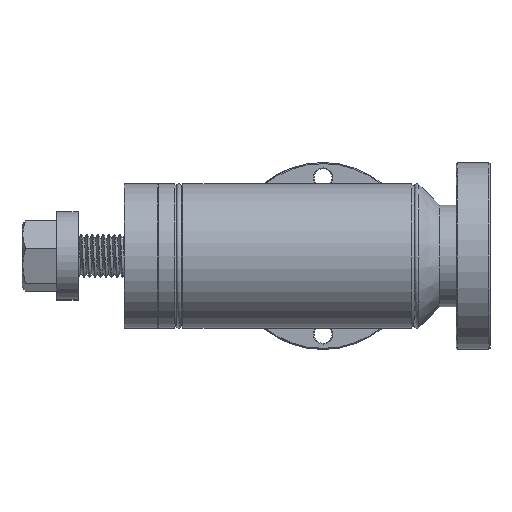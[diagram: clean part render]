
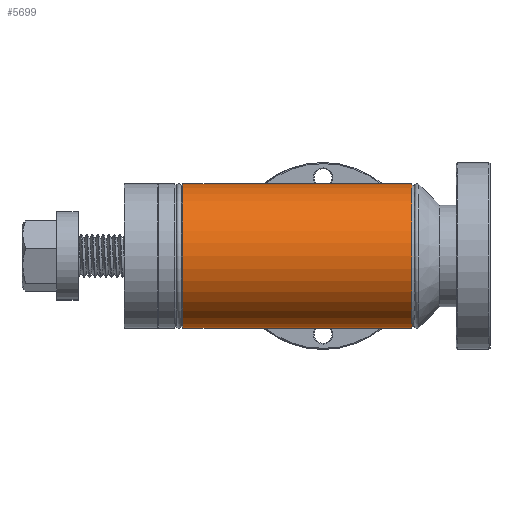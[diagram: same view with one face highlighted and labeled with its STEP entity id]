
A CAD part, left-side view. The second image highlights one B-rep face of the part: STEP entity #5699.
In plain terms, the highlighted cylindrical face has radius 27 mm (diameter 54 mm), a partial arc.
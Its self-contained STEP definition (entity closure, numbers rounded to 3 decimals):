
#75 = VERTEX_POINT ( 'NONE', #4024 ) ;
#87 = VERTEX_POINT ( 'NONE', #4013 ) ;
#91 = VERTEX_POINT ( 'NONE', #4014 ) ;
#157 = VERTEX_POINT ( 'NONE', #3955 ) ;
#1751 = AXIS2_PLACEMENT_3D ( 'NONE', #9610, #9613, #9618 ) ;
#1899 = EDGE_CURVE ( 'NONE', #91, #157, #8066, .T. ) ;
#1901 = EDGE_CURVE ( 'NONE', #75, #87, #8006, .T. ) ;
#2003 = EDGE_CURVE ( 'NONE', #157, #87, #5810, .T. ) ;
#2004 = EDGE_CURVE ( 'NONE', #91, #75, #5812, .T. ) ;
#3955 = CARTESIAN_POINT ( 'NONE',  ( 0., 23.976, 27. ) ) ;
#4013 = CARTESIAN_POINT ( 'NONE',  ( 0., 23.976, -27. ) ) ;
#4014 = CARTESIAN_POINT ( 'NONE',  ( 0., 109.667, 27. ) ) ;
#4024 = CARTESIAN_POINT ( 'NONE',  ( 0., 109.667, -27. ) ) ;
#4747 = VECTOR ( 'NONE', #8068, 1000. ) ;
#4748 = VECTOR ( 'NONE', #8075, 1000. ) ;
#5699 = ADVANCED_FACE ( 'NONE', ( #9616 ), #9615, .T. ) ;
#5810 = CIRCLE ( 'NONE', #5813, 27. ) ;
#5812 = CIRCLE ( 'NONE', #5815, 27. ) ;
#5813 = AXIS2_PLACEMENT_3D ( 'NONE', #8606, #8607, #8608 ) ;
#5815 = AXIS2_PLACEMENT_3D ( 'NONE', #8609, #8610, #8611 ) ;
#6200 = EDGE_LOOP ( 'NONE', ( #6403, #6402, #6401, #6400 ) ) ;
#6400 = ORIENTED_EDGE ( 'NONE', *, *, #2003, .F. ) ;
#6401 = ORIENTED_EDGE ( 'NONE', *, *, #1901, .T. ) ;
#6402 = ORIENTED_EDGE ( 'NONE', *, *, #2004, .T. ) ;
#6403 = ORIENTED_EDGE ( 'NONE', *, *, #1899, .F. ) ;
#8006 = LINE ( 'NONE', #8007, #4748 ) ;
#8007 = CARTESIAN_POINT ( 'NONE',  ( 0., -8.879, -27. ) ) ;
#8066 = LINE ( 'NONE', #8067, #4747 ) ;
#8067 = CARTESIAN_POINT ( 'NONE',  ( 0., -8.879, 27. ) ) ;
#8068 = DIRECTION ( 'NONE',  ( 0., -1., 0. ) ) ;
#8075 = DIRECTION ( 'NONE',  ( 0., -1., 0. ) ) ;
#8606 = CARTESIAN_POINT ( 'NONE',  ( 0., 23.976, 0. ) ) ;
#8607 = DIRECTION ( 'NONE',  ( 0., -1., 0. ) ) ;
#8608 = DIRECTION ( 'NONE',  ( 0., 0., -1. ) ) ;
#8609 = CARTESIAN_POINT ( 'NONE',  ( 0., 109.667, 0. ) ) ;
#8610 = DIRECTION ( 'NONE',  ( 0., -1., 0. ) ) ;
#8611 = DIRECTION ( 'NONE',  ( 0., 0., -1. ) ) ;
#9610 = CARTESIAN_POINT ( 'NONE',  ( 0., -8.879, 0. ) ) ;
#9613 = DIRECTION ( 'NONE',  ( 0., -1., 0. ) ) ;
#9615 = CYLINDRICAL_SURFACE ( 'NONE', #1751, 27. ) ;
#9616 = FACE_OUTER_BOUND ( 'NONE', #6200, .T. ) ;
#9618 = DIRECTION ( 'NONE',  ( 0., 0., -1. ) ) ;
